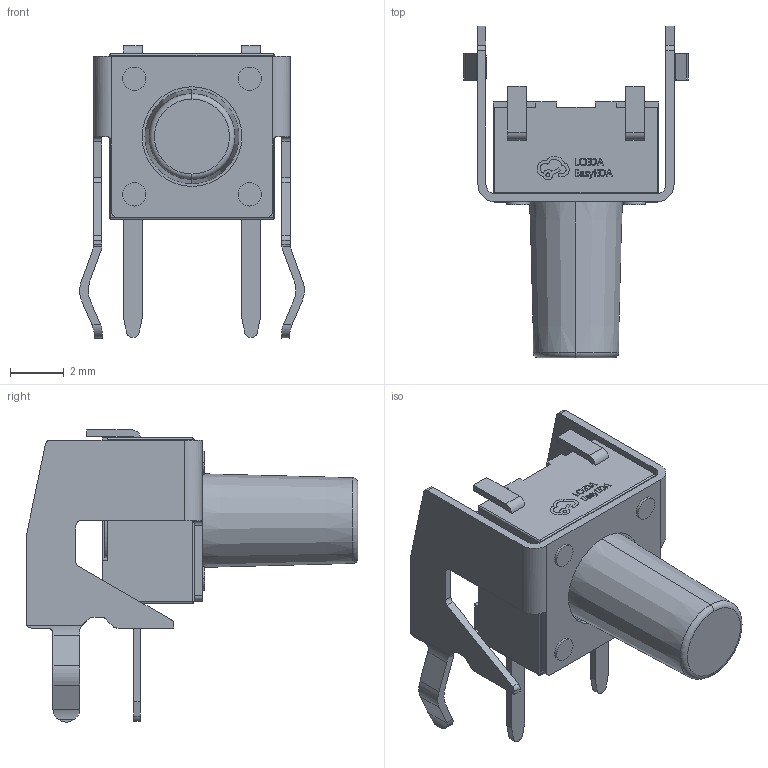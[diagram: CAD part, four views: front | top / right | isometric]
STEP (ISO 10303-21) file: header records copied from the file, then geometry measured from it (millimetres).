
FILE_DESCRIPTION (( 'STEP AP214' ), '1' );
FILE_NAME ('KEY-TH_4P-L7.5-W8.4-H7.1-LS7.0-P4.5.step', '2025-02-13T02:46:18', ( '' ), ( '' ), 'SwSTEP 2.0', 'SolidWorks 2021', '' );
FILE_SCHEMA (( 'AUTOMOTIVE_DESIGN' ));
Length unit declared in the file: millimetre
Products named in the file (1): KEY-TH_4P-L7.5-W8.4-H7.1-LS7.0-P4.5
Bounding box: 8.37 x 12.35 x 10.88 mm (x, y, z)
Volume: 170.8 mm3; surface area: 547.6 mm2
Topology: 2 solids, 3 shells, 488 faces, 1316 edges, 865 vertices
Faces by surface type: plane 279, bspline 123, cylinder 82, torus 2, cone 2
Entity records: 21349 total; most frequent: CARTESIAN_POINT 4540, ORIENTED_EDGE 2624, DIRECTION 1975, EDGE_CURVE 1312, VECTOR 881, LINE 881, VERTEX_POINT 865, AXIS2_PLACEMENT_3D 547
